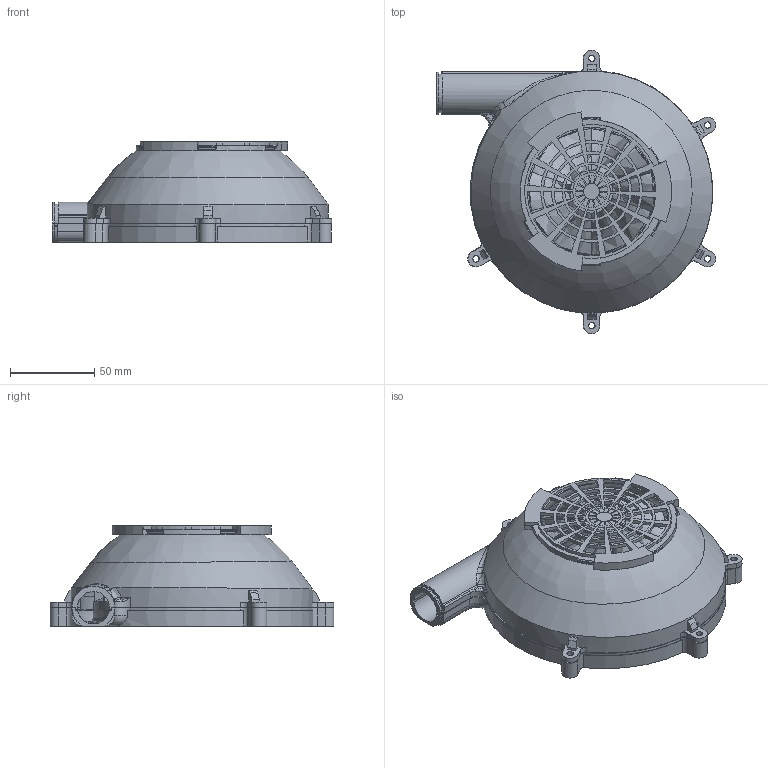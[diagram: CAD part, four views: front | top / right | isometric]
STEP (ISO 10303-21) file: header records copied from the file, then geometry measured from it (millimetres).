
FILE_DESCRIPTION(/* description */ (''),/* implementation_level */ '2;1');
FILE_NAME(/* name */ 'Alternative design.stp',/* time_stamp */ '2020-04-01T10:29:13-04:00',/* author */ (''),/* organization */ (''),/* preprocessor_version */ 'ST-DEVELOPER v15.2',/* originating_system */ 'Autodesk Translator Framework v2.0.0.5431',/* authorisation */ '');
FILE_SCHEMA (('AUTOMOTIVE_DESIGN { 1 0 10303 214 3 1 1 }'));
Length unit declared in the file: centimetre
Products named in the file (1): Alternate
Bounding box: 165.84 x 168.28 x 59.48 mm (x, y, z)
Volume: 390001.5 mm3; surface area: 170305.7 mm2
Topology: 6 solids, 6 shells, 1112 faces, 3180 edges, 2067 vertices
Faces by surface type: cylinder 463, plane 415, bspline 157, torus 64, cone 12, sphere 1
Full cylindrical faces by diameter (mm): 3.81 x10, 5 x1, 5.08 x1, 7.62 x1, 35.128 x1, 36.83 x1, 38 x1, 85.136 x1, 116.862 x1
Entity records: 44262 total; most frequent: CARTESIAN_POINT 15381, ORIENTED_EDGE 6284, DIRECTION 5710, EDGE_CURVE 3142, AXIS2_PLACEMENT_3D 2087, VERTEX_POINT 2059, LINE 1536, VECTOR 1536
